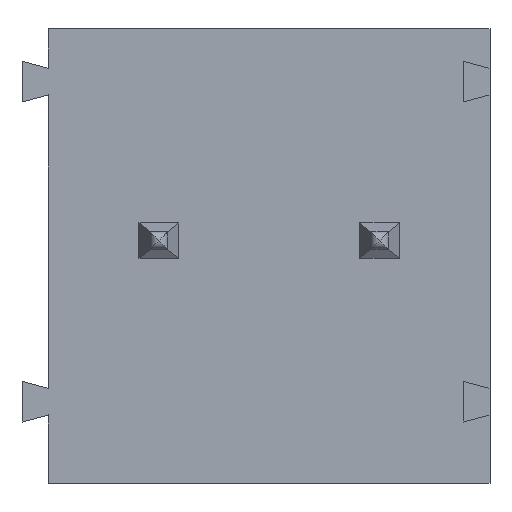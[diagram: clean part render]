
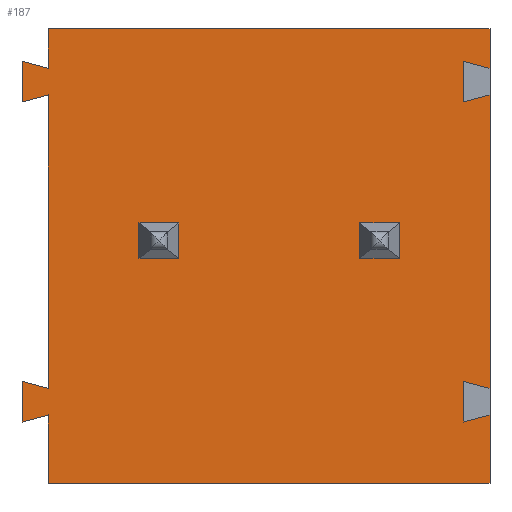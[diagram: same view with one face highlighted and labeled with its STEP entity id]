
A CAD part, front view. The second image highlights one B-rep face of the part: STEP entity #187.
In plain terms, the highlighted planar face has unit normal (0, -1, 0).
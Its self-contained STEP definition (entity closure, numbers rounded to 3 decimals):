
#187=ADVANCED_FACE('',(#455,#456,#457),#458,.T.);
#455=FACE_BOUND('',#809,.T.);
#456=FACE_BOUND('',#810,.T.);
#457=FACE_OUTER_BOUND('',#811,.T.);
#458=PLANE('',#812);
#809=EDGE_LOOP('',(#1287,#1288,#1289,#1290));
#810=EDGE_LOOP('',(#1291,#1292,#1293,#1294));
#811=EDGE_LOOP('',(#1295,#1296,#1297,#1298,#1299,#1300,#1301,#1302,#1303,#1304,#1305,#1306,#1307,#1308,#1309,#1310,#1311,#1312,#1313,#1314));
#812=AXIS2_PLACEMENT_3D('',#1315,#1316,#1317);
#1287=ORIENTED_EDGE('',*,*,#2191,.T.);
#1288=ORIENTED_EDGE('',*,*,#2170,.T.);
#1289=ORIENTED_EDGE('',*,*,#2197,.T.);
#1290=ORIENTED_EDGE('',*,*,#2182,.T.);
#1291=ORIENTED_EDGE('',*,*,#2211,.T.);
#1292=ORIENTED_EDGE('',*,*,#2212,.T.);
#1293=ORIENTED_EDGE('',*,*,#2213,.T.);
#1294=ORIENTED_EDGE('',*,*,#2214,.T.);
#1295=ORIENTED_EDGE('',*,*,#2215,.T.);
#1296=ORIENTED_EDGE('',*,*,#2216,.T.);
#1297=ORIENTED_EDGE('',*,*,#2217,.T.);
#1298=ORIENTED_EDGE('',*,*,#2218,.T.);
#1299=ORIENTED_EDGE('',*,*,#2219,.T.);
#1300=ORIENTED_EDGE('',*,*,#2220,.T.);
#1301=ORIENTED_EDGE('',*,*,#2221,.T.);
#1302=ORIENTED_EDGE('',*,*,#2222,.T.);
#1303=ORIENTED_EDGE('',*,*,#2223,.F.);
#1304=ORIENTED_EDGE('',*,*,#2224,.T.);
#1305=ORIENTED_EDGE('',*,*,#2225,.T.);
#1306=ORIENTED_EDGE('',*,*,#2226,.F.);
#1307=ORIENTED_EDGE('',*,*,#2227,.T.);
#1308=ORIENTED_EDGE('',*,*,#2228,.T.);
#1309=ORIENTED_EDGE('',*,*,#2229,.T.);
#1310=ORIENTED_EDGE('',*,*,#2230,.F.);
#1311=ORIENTED_EDGE('',*,*,#2231,.T.);
#1312=ORIENTED_EDGE('',*,*,#2232,.T.);
#1313=ORIENTED_EDGE('',*,*,#2233,.T.);
#1314=ORIENTED_EDGE('',*,*,#2234,.T.);
#1315=CARTESIAN_POINT('',(-5.0,0.0,5.15));
#1316=DIRECTION('',(0.0,-1.0,0.0));
#1317=DIRECTION('',(0.,0.0,-1.0));
#2170=EDGE_CURVE('',#2610,#2608,#2611,.T.);
#2182=EDGE_CURVE('',#2628,#2626,#2629,.T.);
#2191=EDGE_CURVE('',#2626,#2610,#2638,.T.);
#2197=EDGE_CURVE('',#2608,#2628,#2646,.T.);
#2211=EDGE_CURVE('',#2666,#2667,#2668,.T.);
#2212=EDGE_CURVE('',#2667,#2669,#2670,.T.);
#2213=EDGE_CURVE('',#2669,#2671,#2672,.T.);
#2214=EDGE_CURVE('',#2671,#2666,#2673,.T.);
#2215=EDGE_CURVE('',#2674,#2675,#2676,.T.);
#2216=EDGE_CURVE('',#2675,#2677,#2678,.T.);
#2217=EDGE_CURVE('',#2677,#2679,#2680,.T.);
#2218=EDGE_CURVE('',#2679,#2681,#2682,.T.);
#2219=EDGE_CURVE('',#2681,#2683,#2684,.T.);
#2220=EDGE_CURVE('',#2683,#2685,#2686,.T.);
#2221=EDGE_CURVE('',#2685,#2687,#2688,.T.);
#2222=EDGE_CURVE('',#2687,#2689,#2690,.T.);
#2223=EDGE_CURVE('',#2691,#2689,#2692,.T.);
#2224=EDGE_CURVE('',#2691,#2693,#2694,.T.);
#2225=EDGE_CURVE('',#2693,#2695,#2696,.T.);
#2226=EDGE_CURVE('',#2697,#2695,#2698,.T.);
#2227=EDGE_CURVE('',#2697,#2699,#2700,.T.);
#2228=EDGE_CURVE('',#2699,#2701,#2702,.T.);
#2229=EDGE_CURVE('',#2701,#2703,#2704,.T.);
#2230=EDGE_CURVE('',#2705,#2703,#2706,.T.);
#2231=EDGE_CURVE('',#2705,#2707,#2708,.T.);
#2232=EDGE_CURVE('',#2707,#2709,#2710,.T.);
#2233=EDGE_CURVE('',#2709,#2711,#2712,.T.);
#2234=EDGE_CURVE('',#2711,#2674,#2713,.T.);
#2608=VERTEX_POINT('',#3227);
#2610=VERTEX_POINT('',#3230);
#2611=LINE('',#3231,#3232);
#2626=VERTEX_POINT('',#3252);
#2628=VERTEX_POINT('',#3255);
#2629=LINE('',#3256,#3257);
#2638=LINE('',#3270,#3271);
#2646=LINE('',#3282,#3283);
#2666=VERTEX_POINT('',#3312);
#2667=VERTEX_POINT('',#3313);
#2668=LINE('',#3314,#3315);
#2669=VERTEX_POINT('',#3316);
#2670=LINE('',#3317,#3318);
#2671=VERTEX_POINT('',#3319);
#2672=LINE('',#3320,#3321);
#2673=LINE('',#3322,#3323);
#2674=VERTEX_POINT('',#3324);
#2675=VERTEX_POINT('',#3325);
#2676=LINE('',#3326,#3327);
#2677=VERTEX_POINT('',#3328);
#2678=LINE('',#3329,#3330);
#2679=VERTEX_POINT('',#3331);
#2680=LINE('',#3332,#3333);
#2681=VERTEX_POINT('',#3334);
#2682=LINE('',#3335,#3336);
#2683=VERTEX_POINT('',#3337);
#2684=LINE('',#3338,#3339);
#2685=VERTEX_POINT('',#3340);
#2686=LINE('',#3341,#3342);
#2687=VERTEX_POINT('',#3343);
#2688=LINE('',#3344,#3345);
#2689=VERTEX_POINT('',#3346);
#2690=LINE('',#3347,#3348);
#2691=VERTEX_POINT('',#3349);
#2692=LINE('',#3350,#3351);
#2693=VERTEX_POINT('',#3352);
#2694=LINE('',#3353,#3354);
#2695=VERTEX_POINT('',#3355);
#2696=LINE('',#3356,#3357);
#2697=VERTEX_POINT('',#3358);
#2698=LINE('',#3359,#3360);
#2699=VERTEX_POINT('',#3361);
#2700=LINE('',#3362,#3363);
#2701=VERTEX_POINT('',#3364);
#2702=LINE('',#3365,#3366);
#2703=VERTEX_POINT('',#3367);
#2704=LINE('',#3368,#3369);
#2705=VERTEX_POINT('',#3370);
#2706=LINE('',#3371,#3372);
#2707=VERTEX_POINT('',#3373);
#2708=LINE('',#3374,#3375);
#2709=VERTEX_POINT('',#3376);
#2710=LINE('',#3377,#3378);
#2711=VERTEX_POINT('',#3379);
#2712=LINE('',#3380,#3381);
#2713=LINE('',#3382,#3383);
#3227=CARTESIAN_POINT('',(2.95,0.0,5.098));
#3230=CARTESIAN_POINT('',(2.95,0.0,5.898));
#3231=CARTESIAN_POINT('',(2.95,0.0,2.575));
#3232=VECTOR('',#4026,1.0);
#3252=CARTESIAN_POINT('',(2.05,0.0,5.898));
#3255=CARTESIAN_POINT('',(2.05,0.0,5.098));
#3256=CARTESIAN_POINT('',(2.05,0.0,2.575));
#3257=VECTOR('',#4039,1.0);
#3270=CARTESIAN_POINT('',(-1.875,0.0,5.898));
#3271=VECTOR('',#4044,1.0);
#3282=CARTESIAN_POINT('',(-1.875,0.0,5.098));
#3283=VECTOR('',#4048,1.0);
#3312=CARTESIAN_POINT('',(-2.95,0.0,5.898));
#3313=CARTESIAN_POINT('',(-2.05,0.0,5.898));
#3314=CARTESIAN_POINT('',(-4.375,0.0,5.898));
#3315=VECTOR('',#4058,1.0);
#3316=CARTESIAN_POINT('',(-2.05,0.0,5.098));
#3317=CARTESIAN_POINT('',(-2.05,0.0,2.575));
#3318=VECTOR('',#4059,1.0);
#3319=CARTESIAN_POINT('',(-2.95,0.0,5.098));
#3320=CARTESIAN_POINT('',(-4.375,0.0,5.098));
#3321=VECTOR('',#4060,1.0);
#3322=CARTESIAN_POINT('',(-2.95,0.0,2.575));
#3323=VECTOR('',#4061,1.0);
#3324=CARTESIAN_POINT('',(5.0,0.,1.55));
#3325=CARTESIAN_POINT('',(4.4,0.,1.39));
#3326=CARTESIAN_POINT('',(0.63,0.,0.385));
#3327=VECTOR('',#4062,1.0);
#3328=CARTESIAN_POINT('',(4.4,0.,2.31));
#3329=CARTESIAN_POINT('',(4.4,0.,3.5));
#3330=VECTOR('',#4063,1.0);
#3331=CARTESIAN_POINT('',(5.0,0.,2.15));
#3332=CARTESIAN_POINT('',(-0.192,0.,3.534));
#3333=VECTOR('',#4064,1.0);
#3334=CARTESIAN_POINT('',(5.0,0.,8.8));
#3335=CARTESIAN_POINT('',(5.0,0.0,10.3));
#3336=VECTOR('',#4065,1.0);
#3337=CARTESIAN_POINT('',(4.4,0.,8.64));
#3338=CARTESIAN_POINT('',(-0.272,0.,7.394));
#3339=VECTOR('',#4066,1.0);
#3340=CARTESIAN_POINT('',(4.4,0.,9.56));
#3341=CARTESIAN_POINT('',(4.4,0.,7.125));
#3342=VECTOR('',#4067,1.0);
#3343=CARTESIAN_POINT('',(5.0,0.,9.4));
#3344=CARTESIAN_POINT('',(0.711,0.,10.544));
#3345=VECTOR('',#4068,1.0);
#3346=CARTESIAN_POINT('',(5.0,0.0,10.3));
#3347=CARTESIAN_POINT('',(5.0,0.0,10.3));
#3348=VECTOR('',#4069,1.0);
#3349=CARTESIAN_POINT('',(-5.0,0.0,10.3));
#3350=CARTESIAN_POINT('',(-5.0,0.0,10.3));
#3351=VECTOR('',#4070,1.0);
#3352=CARTESIAN_POINT('',(-5.0,0.,9.4));
#3353=CARTESIAN_POINT('',(-5.0,0.0,10.3));
#3354=VECTOR('',#4071,1.0);
#3355=CARTESIAN_POINT('',(-5.6,0.,9.56));
#3356=CARTESIAN_POINT('',(-5.0,0.,9.4));
#3357=VECTOR('',#4072,1.0);
#3358=CARTESIAN_POINT('',(-5.6,0.,8.64));
#3359=CARTESIAN_POINT('',(-5.6,0.,8.64));
#3360=VECTOR('',#4073,1.0);
#3361=CARTESIAN_POINT('',(-5.0,0.,8.8));
#3362=CARTESIAN_POINT('',(-5.6,0.,8.64));
#3363=VECTOR('',#4074,1.0);
#3364=CARTESIAN_POINT('',(-5.0,0.,2.15));
#3365=CARTESIAN_POINT('',(-5.0,0.0,10.3));
#3366=VECTOR('',#4075,1.0);
#3367=CARTESIAN_POINT('',(-5.6,0.,2.31));
#3368=CARTESIAN_POINT('',(-5.0,0.,2.15));
#3369=VECTOR('',#4076,1.0);
#3370=CARTESIAN_POINT('',(-5.6,0.,1.39));
#3371=CARTESIAN_POINT('',(-5.6,0.,1.39));
#3372=VECTOR('',#4077,1.0);
#3373=CARTESIAN_POINT('',(-5.0,0.,1.55));
#3374=CARTESIAN_POINT('',(-5.6,0.,1.39));
#3375=VECTOR('',#4078,1.0);
#3376=CARTESIAN_POINT('',(-5.0,0.0,0.));
#3377=CARTESIAN_POINT('',(-5.0,0.0,10.3));
#3378=VECTOR('',#4079,1.0);
#3379=CARTESIAN_POINT('',(5.0,0.0,0.));
#3380=CARTESIAN_POINT('',(-5.0,0.0,0.));
#3381=VECTOR('',#4080,1.0);
#3382=CARTESIAN_POINT('',(5.0,0.0,10.3));
#3383=VECTOR('',#4081,1.0);
#4026=DIRECTION('',(0.0,0.0,-1.0));
#4039=DIRECTION('',(0.0,0.0,1.0));
#4044=DIRECTION('',(1.0,0.0,0.));
#4048=DIRECTION('',(-1.0,-0.0,0.));
#4058=DIRECTION('',(1.0,0.0,0.));
#4059=DIRECTION('',(0.0,0.0,-1.0));
#4060=DIRECTION('',(-1.0,-0.0,0.));
#4061=DIRECTION('',(0.0,0.0,1.0));
#4062=DIRECTION('',(-0.966,-0.0,-0.258));
#4063=DIRECTION('',(0.,0.0,1.));
#4064=DIRECTION('',(0.966,0.0,-0.258));
#4065=DIRECTION('',(0.,-0.0,1.0));
#4066=DIRECTION('',(-0.966,-0.0,-0.258));
#4067=DIRECTION('',(0.,0.0,1.0));
#4068=DIRECTION('',(0.966,0.0,-0.258));
#4069=DIRECTION('',(0.,-0.0,1.0));
#4070=DIRECTION('',(1.0,0.0,0.));
#4071=DIRECTION('',(0.,0.0,-1.0));
#4072=DIRECTION('',(-0.966,0.,0.258));
#4073=DIRECTION('',(0.,0.,1.0));
#4074=DIRECTION('',(0.966,0.,0.258));
#4075=DIRECTION('',(0.,0.0,-1.0));
#4076=DIRECTION('',(-0.966,0.,0.258));
#4077=DIRECTION('',(0.,0.,1.));
#4078=DIRECTION('',(0.966,0.,0.258));
#4079=DIRECTION('',(0.,0.0,-1.0));
#4080=DIRECTION('',(1.0,0.0,0.));
#4081=DIRECTION('',(0.,-0.0,1.0));
